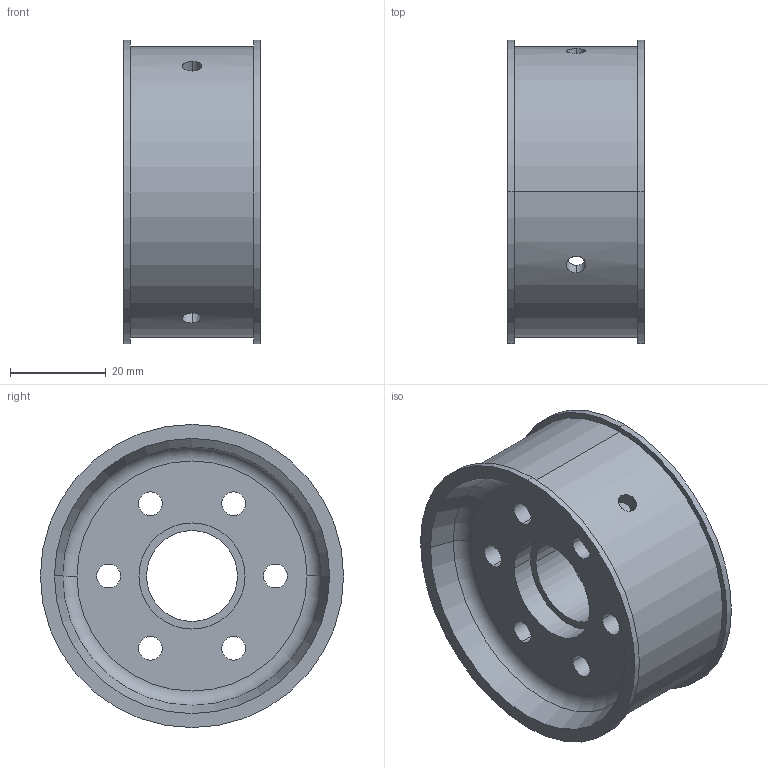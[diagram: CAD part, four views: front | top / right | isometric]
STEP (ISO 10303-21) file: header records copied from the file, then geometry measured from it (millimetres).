
FILE_DESCRIPTION (( 'STEP AP214' ), '1' );
FILE_NAME ('WCP-1112 Rev1.step', '2023-12-19T22:35:57', ( '' ), ( '' ), 'SwSTEP 2.0', 'SolidWorks 2022', '' );
FILE_SCHEMA (( 'AUTOMOTIVE_DESIGN' ));
Length unit declared in the file: inch
Products named in the file (1): WCP-1112 Rev1
Bounding box: 28.57 x 63.5 x 63.5 mm (x, y, z)
Volume: 27516.9 mm3; surface area: 18268.9 mm2
Topology: 1 solids, 1 shells, 53 faces, 138 edges, 90 vertices
Faces by surface type: cylinder 36, plane 9, torus 6, cone 2
Entity records: 2272 total; most frequent: CARTESIAN_POINT 754, DIRECTION 298, ORIENTED_EDGE 276, EDGE_CURVE 138, AXIS2_PLACEMENT_3D 130, VERTEX_POINT 90, EDGE_LOOP 78, CIRCLE 76
